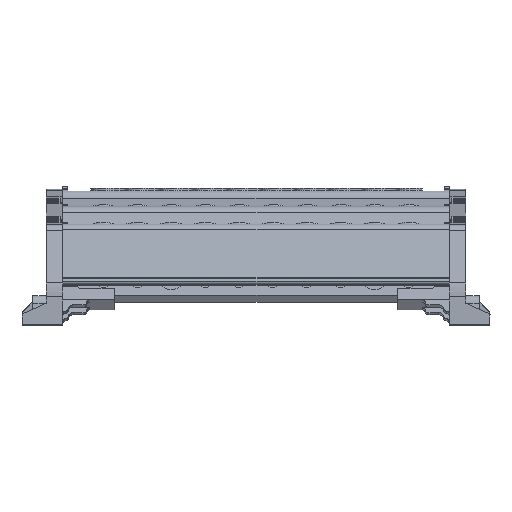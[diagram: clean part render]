
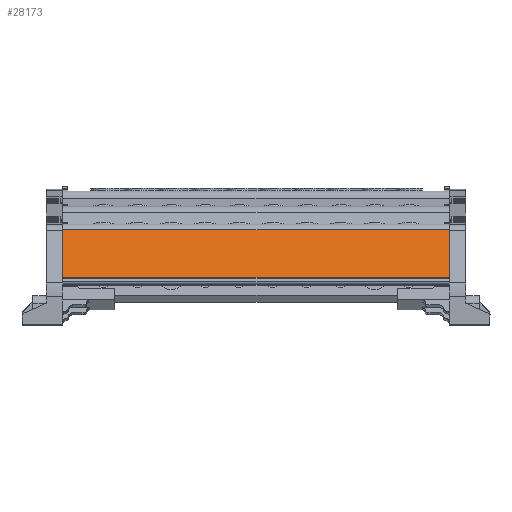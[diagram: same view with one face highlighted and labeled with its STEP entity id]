
A CAD part, top view. The second image highlights one B-rep face of the part: STEP entity #28173.
In plain terms, the highlighted planar face has unit normal (0, 0.276, 0.961).
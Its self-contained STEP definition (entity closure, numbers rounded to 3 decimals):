
#3343 = VERTEX_POINT ( 'NONE', #47826 ) ;
#5659 = VERTEX_POINT ( 'NONE', #47365 ) ;
#5695 = VERTEX_POINT ( 'NONE', #47413 ) ;
#5711 = VERTEX_POINT ( 'NONE', #47394 ) ;
#8409 = VECTOR ( 'NONE', #50421, 1000. ) ;
#20862 = AXIS2_PLACEMENT_3D ( 'NONE', #36714, #36720, #36715 ) ;
#25427 = VECTOR ( 'NONE', #62036, 1000. ) ;
#26068 = VECTOR ( 'NONE', #64179, 1000. ) ;
#28173 = ADVANCED_FACE ( 'NONE', ( #36701 ), #36730, .T. ) ;
#34211 = EDGE_CURVE ( 'NONE', #5695, #3343, #50414, .T. ) ;
#35387 = EDGE_LOOP ( 'NONE', ( #74801, #74959, #75021, #74824 ) ) ;
#36701 = FACE_OUTER_BOUND ( 'NONE', #35387, .T. ) ;
#36714 = CARTESIAN_POINT ( 'NONE',  ( 12.17, 266.403, 42.292 ) ) ;
#36715 = DIRECTION ( 'NONE',  ( 0., -0.961, 0.276 ) ) ;
#36720 = DIRECTION ( 'NONE',  ( 0., 0.276, 0.961 ) ) ;
#36730 = PLANE ( 'NONE',  #20862 ) ;
#42894 = VECTOR ( 'NONE', #105058, 1000. ) ;
#47365 = CARTESIAN_POINT ( 'NONE',  ( 44.198, 255.321, 45.469 ) ) ;
#47394 = CARTESIAN_POINT ( 'NONE',  ( -98.302, 255.321, 45.469 ) ) ;
#47413 = CARTESIAN_POINT ( 'NONE',  ( -98.302, 274.443, 39.986 ) ) ;
#47826 = CARTESIAN_POINT ( 'NONE',  ( 44.198, 274.443, 39.986 ) ) ;
#50414 = LINE ( 'NONE', #50436, #8409 ) ;
#50421 = DIRECTION ( 'NONE',  ( 1., 0., 0. ) ) ;
#50436 = CARTESIAN_POINT ( 'NONE',  ( 12.17, 274.443, 39.986 ) ) ;
#61992 = LINE ( 'NONE', #62023, #25427 ) ;
#62023 = CARTESIAN_POINT ( 'NONE',  ( 12.17, 255.321, 45.469 ) ) ;
#62036 = DIRECTION ( 'NONE',  ( 1., 0., 0. ) ) ;
#63411 = EDGE_CURVE ( 'NONE', #5659, #3343, #105042, .T. ) ;
#64178 = LINE ( 'NONE', #64190, #26068 ) ;
#64179 = DIRECTION ( 'NONE',  ( 0., -0.961, 0.276 ) ) ;
#64190 = CARTESIAN_POINT ( 'NONE',  ( -98.302, 266.403, 42.292 ) ) ;
#73277 = EDGE_CURVE ( 'NONE', #5711, #5659, #61992, .T. ) ;
#73587 = EDGE_CURVE ( 'NONE', #5695, #5711, #64178, .T. ) ;
#74801 = ORIENTED_EDGE ( 'NONE', *, *, #73277, .T. ) ;
#74824 = ORIENTED_EDGE ( 'NONE', *, *, #73587, .T. ) ;
#74959 = ORIENTED_EDGE ( 'NONE', *, *, #63411, .T. ) ;
#75021 = ORIENTED_EDGE ( 'NONE', *, *, #34211, .F. ) ;
#105042 = LINE ( 'NONE', #105082, #42894 ) ;
#105058 = DIRECTION ( 'NONE',  ( 0., 0.961, -0.276 ) ) ;
#105082 = CARTESIAN_POINT ( 'NONE',  ( 44.198, 266.403, 42.292 ) ) ;
